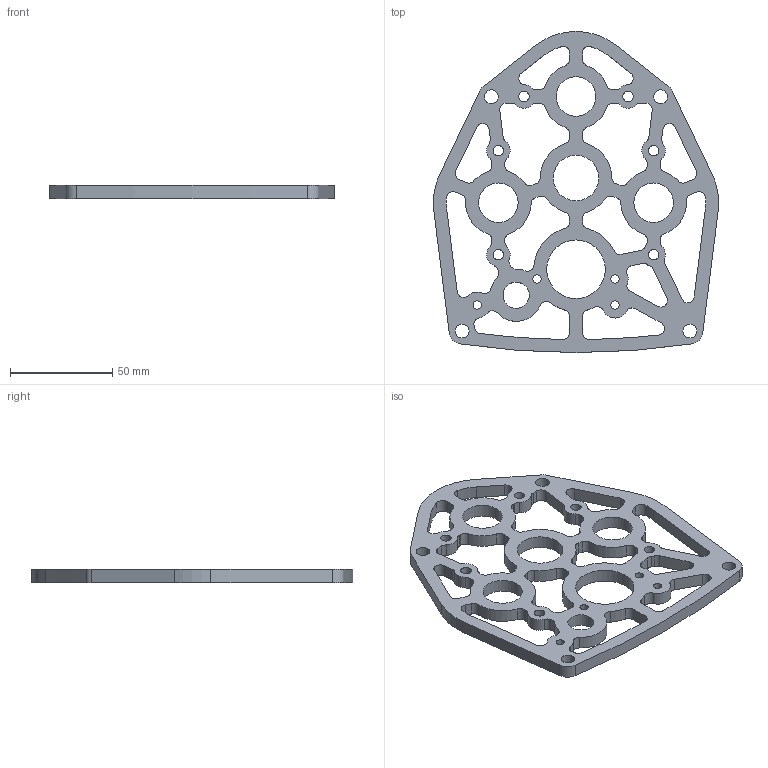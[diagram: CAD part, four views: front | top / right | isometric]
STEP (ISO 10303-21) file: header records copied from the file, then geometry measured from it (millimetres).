
FILE_DESCRIPTION (( 'STEP AP214' ), '1' );
FILE_NAME ('am-3527a Evo Shifter 2 Stage 3 Motor Plate R3.STEP', '2019-10-16T15:35:36', ( '' ), ( '' ), 'SwSTEP 2.0', 'SolidWorks 2019', '' );
FILE_SCHEMA (( 'AUTOMOTIVE_DESIGN' ));
Length unit declared in the file: inch
Products named in the file (1): am-3527a Evo Shifter 2 Stage 3 Motor Plate R3
Bounding box: 139.24 x 156.68 x 6.35 mm (x, y, z)
Volume: 54490.3 mm3; surface area: 32294.1 mm2
Topology: 1 solids, 1 shells, 222 faces, 660 edges, 440 vertices
Faces by surface type: cylinder 166, plane 56
Full cylindrical faces by diameter (mm): 4.039 x4, 5.105 x6, 6.756 x4, 12.725 x1, 19.304 x3, 22.225 x1, 28.575 x1
Entity records: 7740 total; most frequent: DIRECTION 1418, CARTESIAN_POINT 1303, ORIENTED_EDGE 1280, EDGE_CURVE 640, AXIS2_PLACEMENT_3D 555, VERTEX_POINT 440, CIRCLE 332, EDGE_LOOP 308
